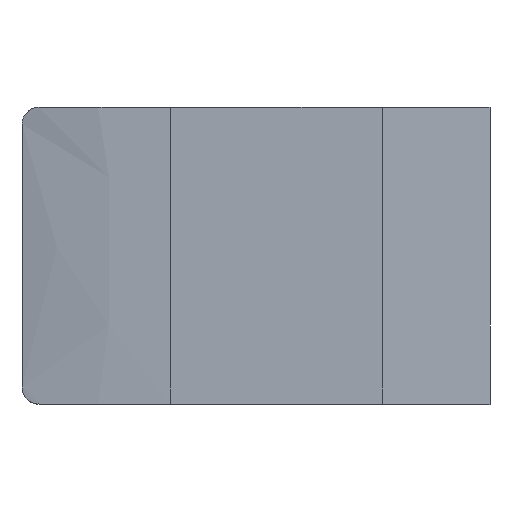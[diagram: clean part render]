
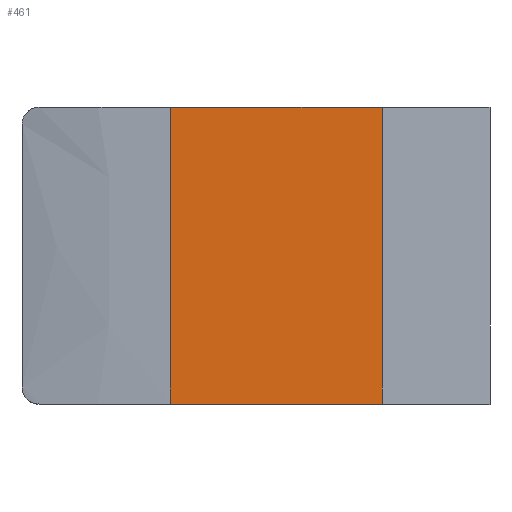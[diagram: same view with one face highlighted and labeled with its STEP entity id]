
A CAD part, top view. The second image highlights one B-rep face of the part: STEP entity #461.
In plain terms, the highlighted planar face has unit normal (0, 0, 1).
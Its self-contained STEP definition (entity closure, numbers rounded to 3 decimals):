
#151 = EDGE_CURVE ( 'NONE', #681, #1554, #4437, .T. ) ;
#292 = DIRECTION ( 'NONE',  ( 0., -1., 0. ) ) ;
#401 = ORIENTED_EDGE ( 'NONE', *, *, #151, .F. ) ;
#407 = PLANE ( 'NONE',  #2894 ) ;
#461 = ADVANCED_FACE ( 'NONE', ( #3091 ), #407, .F. ) ;
#681 = VERTEX_POINT ( 'NONE', #4205 ) ;
#914 = LINE ( 'NONE', #3919, #1739 ) ;
#921 = VECTOR ( 'NONE', #2264, 1000. ) ;
#1271 = DIRECTION ( 'NONE',  ( 1., 0., 0. ) ) ;
#1554 = VERTEX_POINT ( 'NONE', #3404 ) ;
#1589 = ORIENTED_EDGE ( 'NONE', *, *, #2041, .T. ) ;
#1739 = VECTOR ( 'NONE', #1271, 1000. ) ;
#2024 = DIRECTION ( 'NONE',  ( -1., 0., 0. ) ) ;
#2041 = EDGE_CURVE ( 'NONE', #2452, #4993, #3398, .T. ) ;
#2158 = EDGE_LOOP ( 'NONE', ( #2171, #401, #2995, #1589 ) ) ;
#2171 = ORIENTED_EDGE ( 'NONE', *, *, #4011, .T. ) ;
#2264 = DIRECTION ( 'NONE',  ( 1., 0., 0. ) ) ;
#2334 = CARTESIAN_POINT ( 'NONE',  ( -55.972, 26., 0. ) ) ;
#2452 = VERTEX_POINT ( 'NONE', #2334 ) ;
#2596 = CARTESIAN_POINT ( 'NONE',  ( -55.972, -26., 0. ) ) ;
#2738 = DIRECTION ( 'NONE',  ( 0., -1., 0. ) ) ;
#2779 = DIRECTION ( 'NONE',  ( 0., 0., -1. ) ) ;
#2894 = AXIS2_PLACEMENT_3D ( 'NONE', #3117, #2779, #2024 ) ;
#2995 = ORIENTED_EDGE ( 'NONE', *, *, #4392, .F. ) ;
#3091 = FACE_OUTER_BOUND ( 'NONE', #2158, .T. ) ;
#3117 = CARTESIAN_POINT ( 'NONE',  ( -55.972, 26., 0. ) ) ;
#3149 = VECTOR ( 'NONE', #2738, 1000. ) ;
#3398 = LINE ( 'NONE', #4571, #4527 ) ;
#3404 = CARTESIAN_POINT ( 'NONE',  ( -18.857, -26., 0. ) ) ;
#3444 = CARTESIAN_POINT ( 'NONE',  ( -55.972, -26., 0. ) ) ;
#3919 = CARTESIAN_POINT ( 'NONE',  ( -55.972, 26., 0. ) ) ;
#4011 = EDGE_CURVE ( 'NONE', #4993, #1554, #4196, .T. ) ;
#4196 = LINE ( 'NONE', #2596, #921 ) ;
#4205 = CARTESIAN_POINT ( 'NONE',  ( -18.857, 26., 0. ) ) ;
#4392 = EDGE_CURVE ( 'NONE', #2452, #681, #914, .T. ) ;
#4437 = LINE ( 'NONE', #4999, #3149 ) ;
#4527 = VECTOR ( 'NONE', #292, 1000. ) ;
#4571 = CARTESIAN_POINT ( 'NONE',  ( -55.972, 26., 0. ) ) ;
#4993 = VERTEX_POINT ( 'NONE', #3444 ) ;
#4999 = CARTESIAN_POINT ( 'NONE',  ( -18.857, 26., 0. ) ) ;
